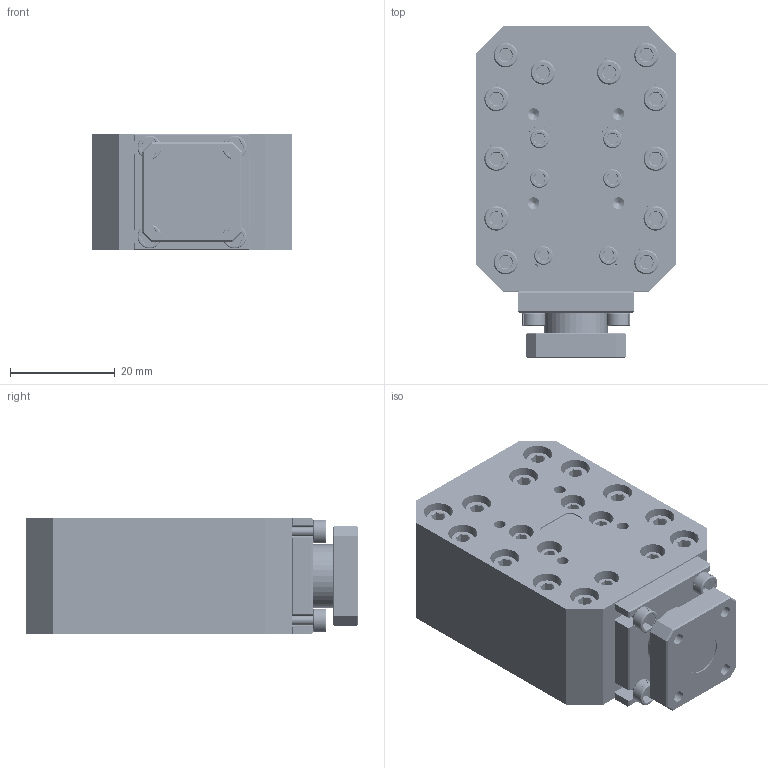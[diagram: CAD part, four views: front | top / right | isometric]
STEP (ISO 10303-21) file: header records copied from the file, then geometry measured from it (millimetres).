
FILE_DESCRIPTION (( 'STEP AP203' ), '1' );
FILE_NAME ('SAT-303-31534-C1-1.STEP', '2018-04-16T23:45:27', ( '' ), ( '' ), 'SwSTEP 2.0', 'SolidWorks 2016', '' );
FILE_SCHEMA (( 'CONFIG_CONTROL_DESIGN' ));
Products named in the file (1): SAT-303-31534-C1-1
Bounding box: 38.1 x 63.5 x 22.35 mm (x, y, z)
Volume: 45722.8 mm3; surface area: 20262 mm2
Topology: 25 solids, 25 shells, 3049 faces, 8370 edges, 5407 vertices
Faces by surface type: cylinder 1988, plane 692, cone 317, bspline 44, torus 8
Entity records: 136574 total; most frequent: CARTESIAN_POINT 70856, ORIENTED_EDGE 16628, DIRECTION 10945, EDGE_CURVE 8314, VERTEX_POINT 5407, AXIS2_PLACEMENT_3D 3956, EDGE_LOOP 3153, ADVANCED_FACE 3049
